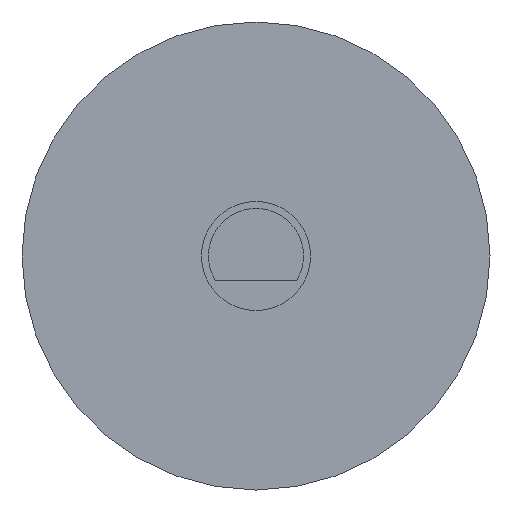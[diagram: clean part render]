
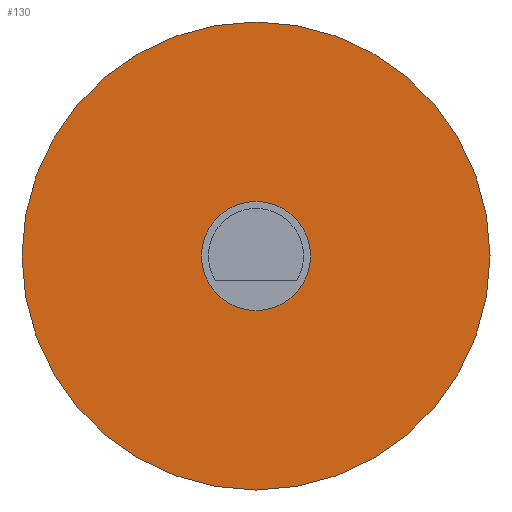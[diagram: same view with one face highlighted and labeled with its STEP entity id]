
A CAD part, front view. The second image highlights one B-rep face of the part: STEP entity #130.
In plain terms, the highlighted planar face has unit normal (0, -1, 0).
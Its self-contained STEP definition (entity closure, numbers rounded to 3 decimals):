
#17=FACE_BOUND('',#42,.T.);
#22=PLANE('',#162);
#31=FACE_OUTER_BOUND('',#41,.T.);
#41=EDGE_LOOP('',(#117));
#42=EDGE_LOOP('',(#118));
#55=CIRCLE('',#146,3.5);
#63=CIRCLE('',#160,15.);
#64=VERTEX_POINT('',#209);
#73=VERTEX_POINT('',#237);
#74=EDGE_CURVE('',#64,#64,#55,.T.);
#88=EDGE_CURVE('',#73,#73,#63,.T.);
#117=ORIENTED_EDGE('',*,*,#88,.F.);
#118=ORIENTED_EDGE('',*,*,#74,.T.);
#130=ADVANCED_FACE('',(#31,#17),#22,.F.);
#146=AXIS2_PLACEMENT_3D('',#210,#167,#168);
#160=AXIS2_PLACEMENT_3D('',#239,#201,#202);
#162=AXIS2_PLACEMENT_3D('',#241,#205,#206);
#167=DIRECTION('center_axis',(0.,1.,0.));
#168=DIRECTION('ref_axis',(1.,0.,0.));
#201=DIRECTION('center_axis',(0.,1.,0.));
#202=DIRECTION('ref_axis',(1.,0.,0.));
#205=DIRECTION('center_axis',(0.,1.,0.));
#206=DIRECTION('ref_axis',(1.,0.,0.));
#209=CARTESIAN_POINT('',(-3.5,4.,0.));
#210=CARTESIAN_POINT('Origin',(0.,4.,0.));
#237=CARTESIAN_POINT('',(-15.,4.,0.));
#239=CARTESIAN_POINT('Origin',(0.,4.,0.));
#241=CARTESIAN_POINT('Origin',(0.,4.,0.));
